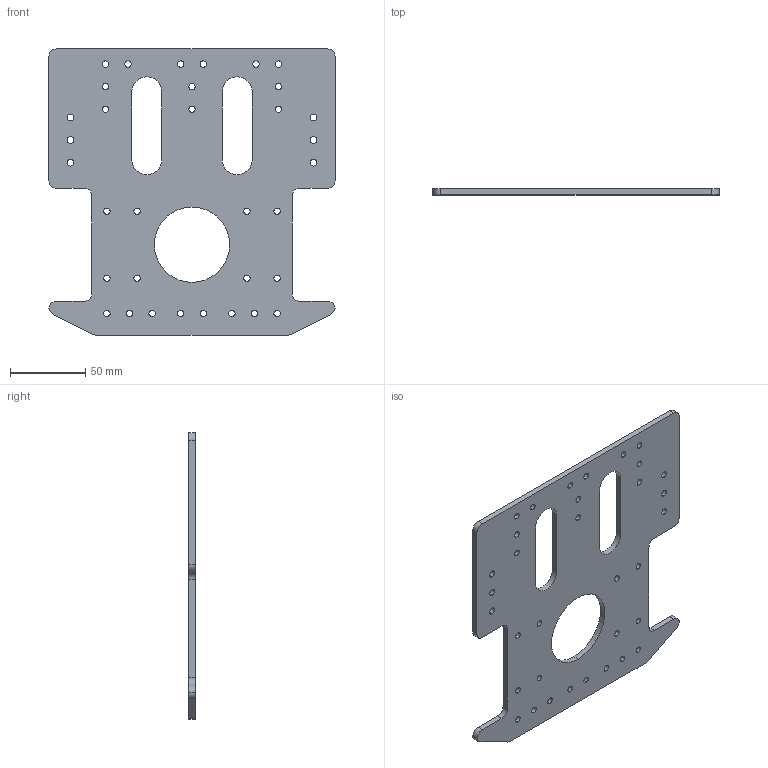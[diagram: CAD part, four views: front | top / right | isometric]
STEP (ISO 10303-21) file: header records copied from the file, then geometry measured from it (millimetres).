
FILE_DESCRIPTION (( 'STEP AP214' ), '1' );
FILE_NAME ('base_plate.STEP', '2023-07-06T21:01:46', ( '' ), ( '' ), 'SwSTEP 2.0', 'SolidWorks 2021', '' );
FILE_SCHEMA (( 'AUTOMOTIVE_DESIGN' ));
Length unit declared in the file: millimetre
Products named in the file (1): base_plate
Bounding box: 190 x 4 x 190 mm (x, y, z)
Volume: 105942.7 mm3; surface area: 59952.4 mm2
Topology: 1 solids, 1 shells, 108 faces, 318 edges, 212 vertices
Faces by surface type: cylinder 90, plane 18
Entity records: 3906 total; most frequent: DIRECTION 716, CARTESIAN_POINT 639, ORIENTED_EDGE 636, EDGE_CURVE 318, AXIS2_PLACEMENT_3D 289, VERTEX_POINT 212, EDGE_LOOP 182, CIRCLE 180
